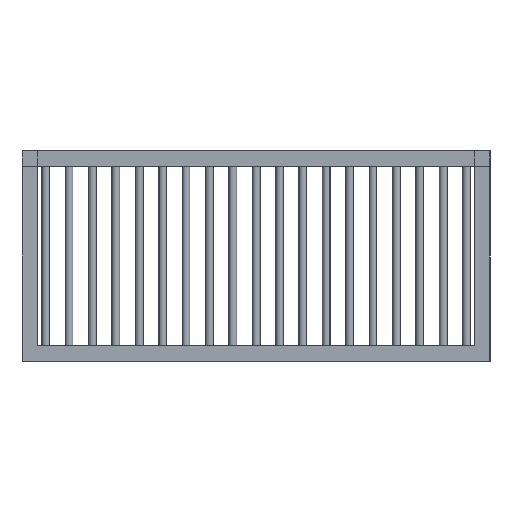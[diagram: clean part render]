
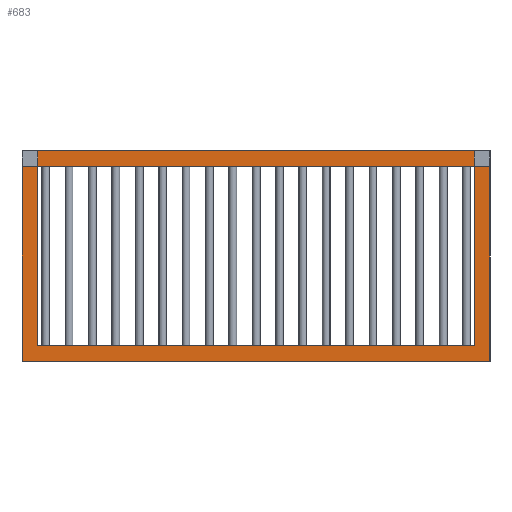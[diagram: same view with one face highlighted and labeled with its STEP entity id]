
A CAD part, front view. The second image highlights one B-rep face of the part: STEP entity #683.
In plain terms, the highlighted planar face has unit normal (-0.001, -1, 0).
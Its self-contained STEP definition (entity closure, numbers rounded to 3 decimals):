
#3 = EDGE_CURVE ( 'NONE', #140, #67, #752, .T. ) ;
#25 = ORIENTED_EDGE ( 'NONE', *, *, #1104, .T. ) ;
#33 = VECTOR ( 'NONE', #1103, 1000. ) ;
#36 = EDGE_CURVE ( 'NONE', #137, #140, #1154, .T. ) ;
#61 = EDGE_CURVE ( 'NONE', #714, #628, #948, .T. ) ;
#67 = VERTEX_POINT ( 'NONE', #281 ) ;
#87 = DIRECTION ( 'NONE',  ( 1., 0., 0. ) ) ;
#88 = CARTESIAN_POINT ( 'NONE',  ( 501.1, -4.335, -20. ) ) ;
#108 = VECTOR ( 'NONE', #639, 1000. ) ;
#119 = VECTOR ( 'NONE', #232, 1000. ) ;
#132 = LINE ( 'NONE', #680, #961 ) ;
#137 = VERTEX_POINT ( 'NONE', #667 ) ;
#140 = VERTEX_POINT ( 'NONE', #407 ) ;
#177 = CARTESIAN_POINT ( 'NONE',  ( -78.9, -4.335, 0. ) ) ;
#194 = PLANE ( 'NONE',  #789 ) ;
#232 = DIRECTION ( 'NONE',  ( 1., 0., 0. ) ) ;
#246 = VERTEX_POINT ( 'NONE', #761 ) ;
#260 = ORIENTED_EDGE ( 'NONE', *, *, #851, .F. ) ;
#275 = CARTESIAN_POINT ( 'NONE',  ( 521.1, -4.335, 0. ) ) ;
#278 = DIRECTION ( 'NONE',  ( -1., 0., 0. ) ) ;
#281 = CARTESIAN_POINT ( 'NONE',  ( -58.9, -4.335, -20. ) ) ;
#290 = CARTESIAN_POINT ( 'NONE',  ( 501.1, -4.335, -250. ) ) ;
#335 = DIRECTION ( 'NONE',  ( 0., 0., 1. ) ) ;
#348 = CARTESIAN_POINT ( 'NONE',  ( -78.9, -4.335, -270. ) ) ;
#383 = DIRECTION ( 'NONE',  ( 1., 0., 0. ) ) ;
#386 = ORIENTED_EDGE ( 'NONE', *, *, #481, .F. ) ;
#400 = ORIENTED_EDGE ( 'NONE', *, *, #3, .F. ) ;
#407 = CARTESIAN_POINT ( 'NONE',  ( 501.1, -4.335, -20. ) ) ;
#481 = EDGE_CURVE ( 'NONE', #67, #246, #1132, .T. ) ;
#488 = VECTOR ( 'NONE', #278, 1000. ) ;
#514 = CARTESIAN_POINT ( 'NONE',  ( -58.9, -4.335, -250. ) ) ;
#520 = LINE ( 'NONE', #780, #791 ) ;
#552 = EDGE_LOOP ( 'NONE', ( #837, #260, #25, #1142 ) ) ;
#572 = CARTESIAN_POINT ( 'NONE',  ( 521.1, -4.335, -270. ) ) ;
#617 = DIRECTION ( 'NONE',  ( 0., 0., -1. ) ) ;
#628 = VERTEX_POINT ( 'NONE', #275 ) ;
#639 = DIRECTION ( 'NONE',  ( 1., 0., 0. ) ) ;
#655 = CARTESIAN_POINT ( 'NONE',  ( -78.9, -4.335, -270. ) ) ;
#667 = CARTESIAN_POINT ( 'NONE',  ( 501.1, -4.335, -250. ) ) ;
#671 = FACE_BOUND ( 'NONE', #824, .T. ) ;
#680 = CARTESIAN_POINT ( 'NONE',  ( -78.9, -4.335, -270. ) ) ;
#681 = LINE ( 'NONE', #514, #119 ) ;
#683 = ADVANCED_FACE ( 'NONE', ( #671, #1136 ), #194, .T. ) ;
#713 = VECTOR ( 'NONE', #829, 1000. ) ;
#714 = VERTEX_POINT ( 'NONE', #820 ) ;
#752 = LINE ( 'NONE', #88, #488 ) ;
#761 = CARTESIAN_POINT ( 'NONE',  ( -58.9, -4.335, -250. ) ) ;
#780 = CARTESIAN_POINT ( 'NONE',  ( -78.9, -4.335, -270. ) ) ;
#789 = AXIS2_PLACEMENT_3D ( 'NONE', #655, #1009, #383 ) ;
#791 = VECTOR ( 'NONE', #335, 1000. ) ;
#820 = CARTESIAN_POINT ( 'NONE',  ( 521.1, -4.335, -270. ) ) ;
#824 = EDGE_LOOP ( 'NONE', ( #400, #892, #838, #386 ) ) ;
#829 = DIRECTION ( 'NONE',  ( 0., 0., 1. ) ) ;
#837 = ORIENTED_EDGE ( 'NONE', *, *, #1163, .F. ) ;
#838 = ORIENTED_EDGE ( 'NONE', *, *, #876, .F. ) ;
#851 = EDGE_CURVE ( 'NONE', #998, #1054, #520, .T. ) ;
#876 = EDGE_CURVE ( 'NONE', #246, #137, #681, .T. ) ;
#880 = CARTESIAN_POINT ( 'NONE',  ( -78.9, -4.335, 0. ) ) ;
#892 = ORIENTED_EDGE ( 'NONE', *, *, #36, .F. ) ;
#918 = VECTOR ( 'NONE', #617, 1000. ) ;
#948 = LINE ( 'NONE', #572, #713 ) ;
#961 = VECTOR ( 'NONE', #87, 1000. ) ;
#998 = VERTEX_POINT ( 'NONE', #348 ) ;
#1009 = DIRECTION ( 'NONE',  ( 0., -1., 0. ) ) ;
#1021 = LINE ( 'NONE', #177, #108 ) ;
#1054 = VERTEX_POINT ( 'NONE', #880 ) ;
#1076 = CARTESIAN_POINT ( 'NONE',  ( -58.9, -4.335, -20. ) ) ;
#1103 = DIRECTION ( 'NONE',  ( 0., 0., 1. ) ) ;
#1104 = EDGE_CURVE ( 'NONE', #998, #714, #132, .T. ) ;
#1132 = LINE ( 'NONE', #1076, #918 ) ;
#1136 = FACE_OUTER_BOUND ( 'NONE', #552, .T. ) ;
#1142 = ORIENTED_EDGE ( 'NONE', *, *, #61, .T. ) ;
#1154 = LINE ( 'NONE', #290, #33 ) ;
#1163 = EDGE_CURVE ( 'NONE', #1054, #628, #1021, .T. ) ;
